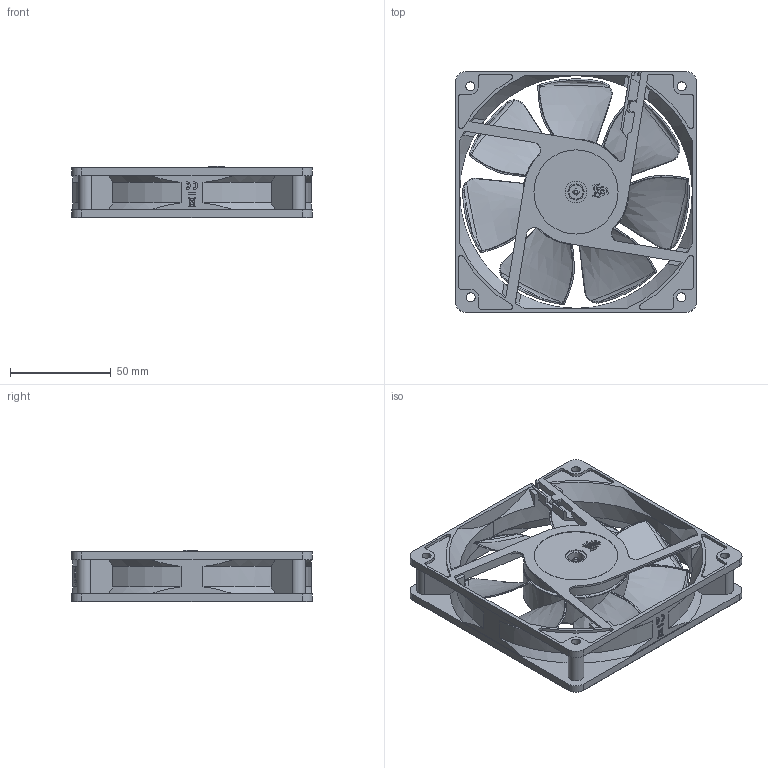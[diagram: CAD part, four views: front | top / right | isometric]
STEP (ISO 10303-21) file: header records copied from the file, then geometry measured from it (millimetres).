
FILE_DESCRIPTION((''),'2;1');
FILE_NAME('12025-3_ASM','2019-05-02T',('Administrator'),(''),'PRO/ENGINEER BY PARAMETRIC TECHNOLOGY CORPORATION, 2009440','PRO/ENGINEER BY PARAMETRIC TECHNOLOGY CORPORATION, 2009440','');
FILE_SCHEMA(('CONFIG_CONTROL_DESIGN'));
Products named in the file (3): 12025-3-FRAME-2017-2-20; 12025-3-IMP-2017-2-20; 12025-3_ASM
Assembly tree (2 placements, depth 2):
  12025-3_ASM
    12025-3-FRAME-2017-2-20
    12025-3-IMP-2017-2-20
Bounding box: 119.3 x 119.3 x 25.55 mm (x, y, z)
Volume: 61518.7 mm3; surface area: 69380.3 mm2
Topology: 2 solids, 2 shells, 1018 faces, 2856 edges, 1902 vertices
Faces by surface type: plane 603, cylinder 226, bspline 101, cone 43, torus 28, extrusion 17
Entity records: 47444 total; most frequent: CARTESIAN_POINT 22371, ORIENTED_EDGE 5712, DIRECTION 4535, EDGE_CURVE 2856, VERTEX_POINT 1902, AXIS2_PLACEMENT_3D 1600, VECTOR 1335, LINE 1318
